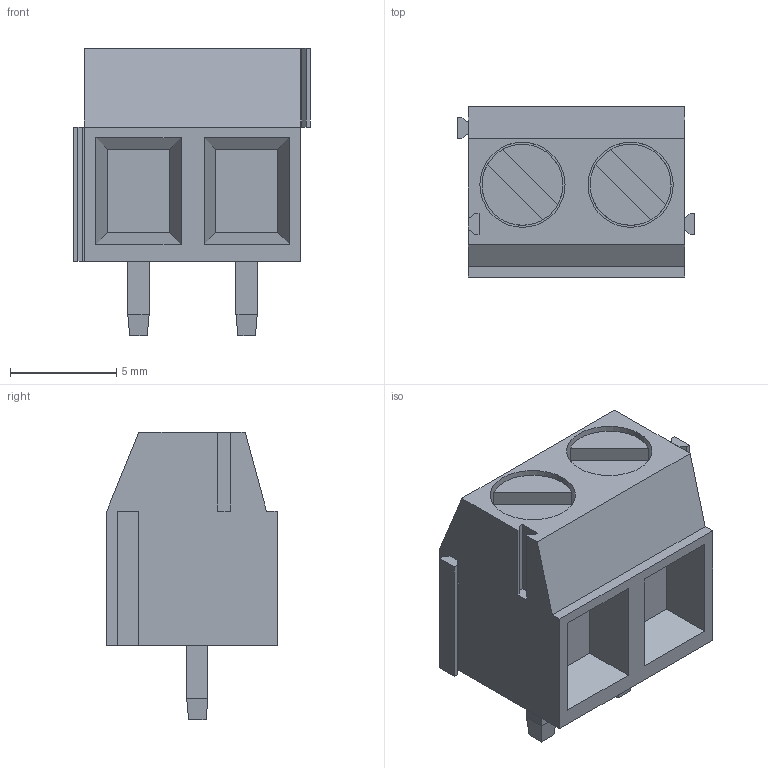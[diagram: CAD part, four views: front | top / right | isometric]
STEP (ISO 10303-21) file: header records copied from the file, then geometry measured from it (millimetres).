
FILE_DESCRIPTION((''),'2;1');
FILE_NAME('WEIDMULLER_1760490000.stp','2012-06-04T16:14:32',(''),(''),'Mechanical Desktop 2011','Mechanical Desktop 2011',', , ');
FILE_SCHEMA(('AUTOMOTIVE_DESIGN { 1 2 10303 214 1 1 1 1 }'));
Length unit declared in the file: millimetre
Products named in the file (1): Product
Bounding box: 11.11 x 8 x 13.5 mm (x, y, z)
Volume: 674.6 mm3; surface area: 825.7 mm2
Topology: 7 solids, 7 shells, 119 faces, 281 edges, 182 vertices
Faces by surface type: plane 111, cylinder 8
Entity records: 3397 total; most frequent: CARTESIAN_POINT 583, ORIENTED_EDGE 562, DIRECTION 545, EDGE_CURVE 281, VECTOR 257, LINE 257, VERTEX_POINT 182, AXIS2_PLACEMENT_3D 144
